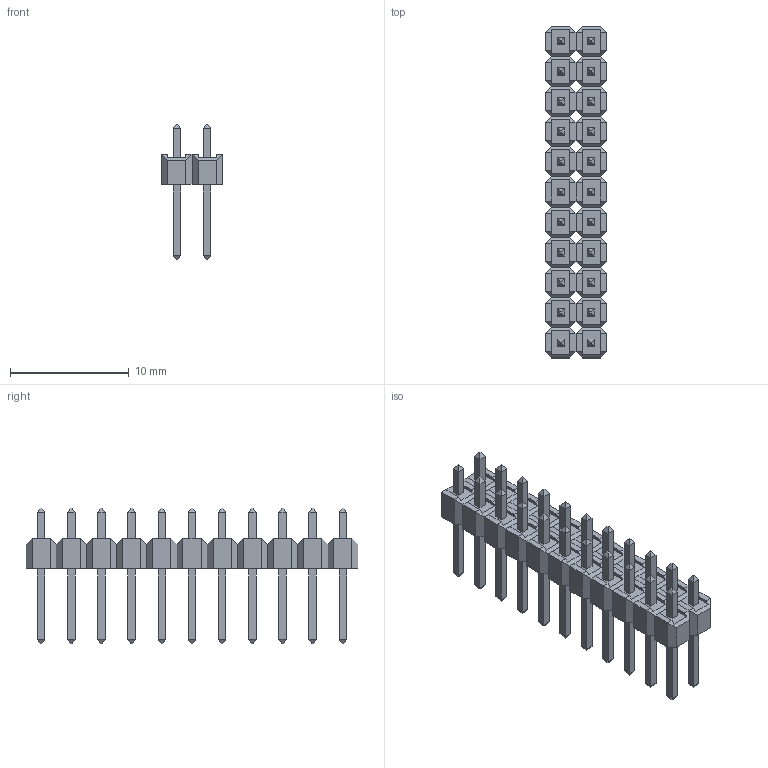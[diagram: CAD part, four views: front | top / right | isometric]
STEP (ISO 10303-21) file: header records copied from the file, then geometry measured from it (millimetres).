
FILE_DESCRIPTION(/* description */ (''),/* implementation_level */ '2;1');
FILE_NAME(/* name */ 'Pin Header 11 x 2 TH 2.54mm Pitch.stp',/* time_stamp */ '2016-11-27T16:12:35-05:00',/* author */ (''),/* organization */ (''),/* preprocessor_version */ 'ST-DEVELOPER v16',/* originating_system */ 'SIEMENS PLM Software NX 10.0',/* authorisation */ '');
FILE_SCHEMA (('AUTOMOTIVE_DESIGN { 1 0 10303 214 3 1 1 1 }'));
Length unit declared in the file: inch
Products named in the file (1): Pin Header 11 x 2 TH 2.54mm Pitch
Bounding box: 5.08 x 27.94 x 11.43 mm (x, y, z)
Volume: 383.1 mm3; surface area: 1481.4 mm2
Topology: 44 solids, 44 shells, 748 faces, 1716 edges, 1056 vertices
Faces by surface type: plane 748
Entity records: 25827 total; most frequent: CARTESIAN_POINT 3521, ORIENTED_EDGE 3432, DIRECTION 3214, EDGE_CURVE 1716, LINE 1716, VECTOR 1716, VERTEX_POINT 1056, EDGE_LOOP 792
